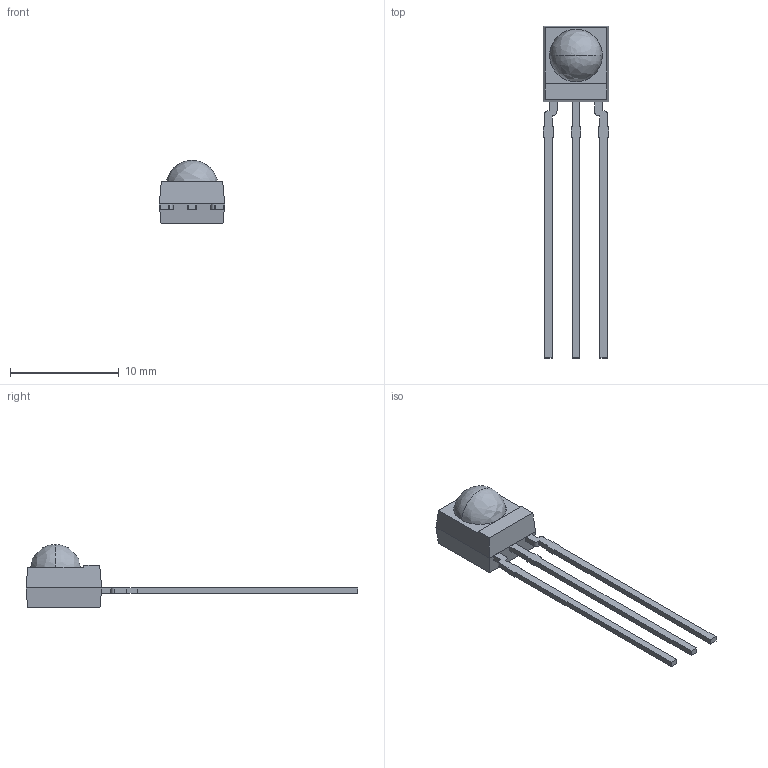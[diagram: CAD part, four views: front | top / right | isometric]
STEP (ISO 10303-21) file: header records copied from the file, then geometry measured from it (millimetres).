
FILE_DESCRIPTION (( 'STEP AP214' ), '1' );
FILE_NAME ('User Library-tsop4836.STEP', '2016-08-02T15:15:40', ( 'Windows User' ), ( '' ), 'SwSTEP 2.0', 'SolidWorks 2016', '' );
FILE_SCHEMA (( 'AUTOMOTIVE_DESIGN' ));
Length unit declared in the file: millimetre
Products named in the file (1): User Library-tsop4836
Bounding box: 6 x 30.51 x 5.8 mm (x, y, z)
Volume: 196.9 mm3; surface area: 371.5 mm2
Topology: 4 solids, 4 shells, 70 faces, 180 edges, 117 vertices
Faces by surface type: plane 62, cylinder 6, bspline 2
Entity records: 2905 total; most frequent: CARTESIAN_POINT 402, ORIENTED_EDGE 356, DIRECTION 326, EDGE_CURVE 178, VECTOR 164, LINE 164, VERTEX_POINT 117, AXIS2_PLACEMENT_3D 81
